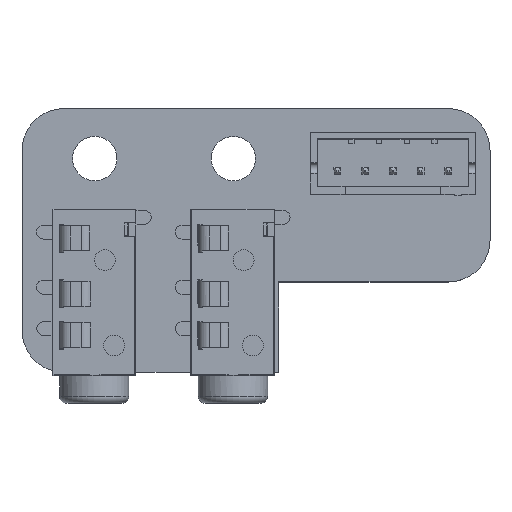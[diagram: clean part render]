
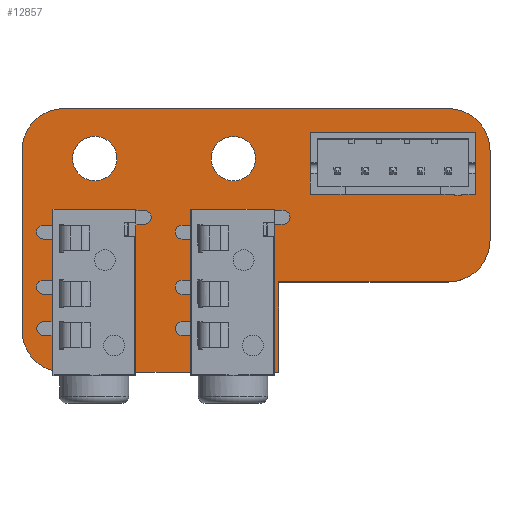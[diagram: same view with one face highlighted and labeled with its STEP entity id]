
A CAD part, top view. The second image highlights one B-rep face of the part: STEP entity #12857.
In plain terms, the highlighted planar face has unit normal (0, 0, 1).
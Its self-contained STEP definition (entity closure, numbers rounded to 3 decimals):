
#12571 = VERTEX_POINT('',#12572);
#12572 = CARTESIAN_POINT('',(30.75,19.,1.6));
#12578 = EDGE_CURVE('',#12571,#12579,#12581,.T.);
#12579 = VERTEX_POINT('',#12580);
#12580 = CARTESIAN_POINT('',(33.75,16.,1.6));
#12581 = CIRCLE('',#12582,3.);
#12582 = AXIS2_PLACEMENT_3D('',#12583,#12584,#12585);
#12583 = CARTESIAN_POINT('',(30.75,16.,1.6));
#12584 = DIRECTION('',(0.,0.,-1.));
#12585 = DIRECTION('',(0.,1.,0.));
#12613 = VERTEX_POINT('',#12614);
#12614 = CARTESIAN_POINT('',(3.,19.,1.6));
#12620 = EDGE_CURVE('',#12613,#12571,#12621,.T.);
#12621 = LINE('',#12622,#12623);
#12622 = CARTESIAN_POINT('',(3.,19.,1.6));
#12623 = VECTOR('',#12624,1.);
#12624 = DIRECTION('',(1.,0.,0.));
#12642 = EDGE_CURVE('',#12579,#12643,#12645,.T.);
#12643 = VERTEX_POINT('',#12644);
#12644 = CARTESIAN_POINT('',(33.75,9.5,1.6));
#12645 = LINE('',#12646,#12647);
#12646 = CARTESIAN_POINT('',(33.75,16.,1.6));
#12647 = VECTOR('',#12648,1.);
#12648 = DIRECTION('',(0.,-1.,0.));
#12857 = ADVANCED_FACE('',(#12858,#12920,#12931,#12942,#12953,#12964,
    #12975,#12986,#12997,#13008,#13019,#13030),#13041,.T.);
#12858 = FACE_BOUND('',#12859,.T.);
#12859 = EDGE_LOOP('',(#12860,#12861,#12862,#12871,#12879,#12888,#12896,
    #12904,#12912,#12919));
#12860 = ORIENTED_EDGE('',*,*,#12578,.F.);
#12861 = ORIENTED_EDGE('',*,*,#12620,.F.);
#12862 = ORIENTED_EDGE('',*,*,#12863,.F.);
#12863 = EDGE_CURVE('',#12864,#12613,#12866,.T.);
#12864 = VERTEX_POINT('',#12865);
#12865 = CARTESIAN_POINT('',(0.,16.,1.6));
#12866 = CIRCLE('',#12867,3.);
#12867 = AXIS2_PLACEMENT_3D('',#12868,#12869,#12870);
#12868 = CARTESIAN_POINT('',(3.,16.,1.6));
#12869 = DIRECTION('',(0.,0.,-1.));
#12870 = DIRECTION('',(-1.,0.,0.));
#12871 = ORIENTED_EDGE('',*,*,#12872,.F.);
#12872 = EDGE_CURVE('',#12873,#12864,#12875,.T.);
#12873 = VERTEX_POINT('',#12874);
#12874 = CARTESIAN_POINT('',(0.,3.,1.6));
#12875 = LINE('',#12876,#12877);
#12876 = CARTESIAN_POINT('',(0.,3.,1.6));
#12877 = VECTOR('',#12878,1.);
#12878 = DIRECTION('',(0.,1.,0.));
#12879 = ORIENTED_EDGE('',*,*,#12880,.F.);
#12880 = EDGE_CURVE('',#12881,#12873,#12883,.T.);
#12881 = VERTEX_POINT('',#12882);
#12882 = CARTESIAN_POINT('',(3.,0.,1.6));
#12883 = CIRCLE('',#12884,3.);
#12884 = AXIS2_PLACEMENT_3D('',#12885,#12886,#12887);
#12885 = CARTESIAN_POINT('',(3.,3.,1.6));
#12886 = DIRECTION('',(0.,0.,-1.));
#12887 = DIRECTION('',(0.,-1.,-0.));
#12888 = ORIENTED_EDGE('',*,*,#12889,.F.);
#12889 = EDGE_CURVE('',#12890,#12881,#12892,.T.);
#12890 = VERTEX_POINT('',#12891);
#12891 = CARTESIAN_POINT('',(18.5,0.,1.6));
#12892 = LINE('',#12893,#12894);
#12893 = CARTESIAN_POINT('',(18.5,0.,1.6));
#12894 = VECTOR('',#12895,1.);
#12895 = DIRECTION('',(-1.,0.,0.));
#12896 = ORIENTED_EDGE('',*,*,#12897,.F.);
#12897 = EDGE_CURVE('',#12898,#12890,#12900,.T.);
#12898 = VERTEX_POINT('',#12899);
#12899 = CARTESIAN_POINT('',(18.5,6.5,1.6));
#12900 = LINE('',#12901,#12902);
#12901 = CARTESIAN_POINT('',(18.5,6.5,1.6));
#12902 = VECTOR('',#12903,1.);
#12903 = DIRECTION('',(0.,-1.,0.));
#12904 = ORIENTED_EDGE('',*,*,#12905,.F.);
#12905 = EDGE_CURVE('',#12906,#12898,#12908,.T.);
#12906 = VERTEX_POINT('',#12907);
#12907 = CARTESIAN_POINT('',(30.75,6.5,1.6));
#12908 = LINE('',#12909,#12910);
#12909 = CARTESIAN_POINT('',(30.75,6.5,1.6));
#12910 = VECTOR('',#12911,1.);
#12911 = DIRECTION('',(-1.,0.,0.));
#12912 = ORIENTED_EDGE('',*,*,#12913,.F.);
#12913 = EDGE_CURVE('',#12643,#12906,#12914,.T.);
#12914 = CIRCLE('',#12915,3.);
#12915 = AXIS2_PLACEMENT_3D('',#12916,#12917,#12918);
#12916 = CARTESIAN_POINT('',(30.75,9.5,1.6));
#12917 = DIRECTION('',(0.,0.,-1.));
#12918 = DIRECTION('',(1.,0.,0.));
#12919 = ORIENTED_EDGE('',*,*,#12642,.F.);
#12920 = FACE_BOUND('',#12921,.T.);
#12921 = EDGE_LOOP('',(#12922));
#12922 = ORIENTED_EDGE('',*,*,#12923,.T.);
#12923 = EDGE_CURVE('',#12924,#12924,#12926,.T.);
#12924 = VERTEX_POINT('',#12925);
#12925 = CARTESIAN_POINT('',(5.25,0.7,1.6));
#12926 = CIRCLE('',#12927,0.8);
#12927 = AXIS2_PLACEMENT_3D('',#12928,#12929,#12930);
#12928 = CARTESIAN_POINT('',(5.25,1.5,1.6));
#12929 = DIRECTION('',(-0.,0.,-1.));
#12930 = DIRECTION('',(-0.,-1.,0.));
#12931 = FACE_BOUND('',#12932,.T.);
#12932 = EDGE_LOOP('',(#12933));
#12933 = ORIENTED_EDGE('',*,*,#12934,.T.);
#12934 = EDGE_CURVE('',#12935,#12935,#12937,.T.);
#12935 = VERTEX_POINT('',#12936);
#12936 = CARTESIAN_POINT('',(15.25,0.7,1.6));
#12937 = CIRCLE('',#12938,0.8);
#12938 = AXIS2_PLACEMENT_3D('',#12939,#12940,#12941);
#12939 = CARTESIAN_POINT('',(15.25,1.5,1.6));
#12940 = DIRECTION('',(-0.,0.,-1.));
#12941 = DIRECTION('',(-0.,-1.,0.));
#12942 = FACE_BOUND('',#12943,.T.);
#12943 = EDGE_LOOP('',(#12944));
#12944 = ORIENTED_EDGE('',*,*,#12945,.T.);
#12945 = EDGE_CURVE('',#12946,#12946,#12948,.T.);
#12946 = VERTEX_POINT('',#12947);
#12947 = CARTESIAN_POINT('',(5.25,7.7,1.6));
#12948 = CIRCLE('',#12949,0.8);
#12949 = AXIS2_PLACEMENT_3D('',#12950,#12951,#12952);
#12950 = CARTESIAN_POINT('',(5.25,8.5,1.6));
#12951 = DIRECTION('',(-0.,0.,-1.));
#12952 = DIRECTION('',(-0.,-1.,0.));
#12953 = FACE_BOUND('',#12954,.T.);
#12954 = EDGE_LOOP('',(#12955));
#12955 = ORIENTED_EDGE('',*,*,#12956,.T.);
#12956 = EDGE_CURVE('',#12957,#12957,#12959,.T.);
#12957 = VERTEX_POINT('',#12958);
#12958 = CARTESIAN_POINT('',(15.25,7.7,1.6));
#12959 = CIRCLE('',#12960,0.8);
#12960 = AXIS2_PLACEMENT_3D('',#12961,#12962,#12963);
#12961 = CARTESIAN_POINT('',(15.25,8.5,1.6));
#12962 = DIRECTION('',(-0.,0.,-1.));
#12963 = DIRECTION('',(-0.,-1.,0.));
#12964 = FACE_BOUND('',#12965,.T.);
#12965 = EDGE_LOOP('',(#12966));
#12966 = ORIENTED_EDGE('',*,*,#12967,.T.);
#12967 = EDGE_CURVE('',#12968,#12968,#12970,.T.);
#12968 = VERTEX_POINT('',#12969);
#12969 = CARTESIAN_POINT('',(5.25,13.8,1.6));
#12970 = CIRCLE('',#12971,1.6);
#12971 = AXIS2_PLACEMENT_3D('',#12972,#12973,#12974);
#12972 = CARTESIAN_POINT('',(5.25,15.4,1.6));
#12973 = DIRECTION('',(-0.,0.,-1.));
#12974 = DIRECTION('',(-0.,-1.,0.));
#12975 = FACE_BOUND('',#12976,.T.);
#12976 = EDGE_LOOP('',(#12977));
#12977 = ORIENTED_EDGE('',*,*,#12978,.T.);
#12978 = EDGE_CURVE('',#12979,#12979,#12981,.T.);
#12979 = VERTEX_POINT('',#12980);
#12980 = CARTESIAN_POINT('',(15.25,13.8,1.6));
#12981 = CIRCLE('',#12982,1.6);
#12982 = AXIS2_PLACEMENT_3D('',#12983,#12984,#12985);
#12983 = CARTESIAN_POINT('',(15.25,15.4,1.6));
#12984 = DIRECTION('',(-0.,0.,-1.));
#12985 = DIRECTION('',(-0.,-1.,0.));
#12986 = FACE_BOUND('',#12987,.T.);
#12987 = EDGE_LOOP('',(#12988));
#12988 = ORIENTED_EDGE('',*,*,#12989,.T.);
#12989 = EDGE_CURVE('',#12990,#12990,#12992,.T.);
#12990 = VERTEX_POINT('',#12991);
#12991 = CARTESIAN_POINT('',(22.75,14.125,1.6));
#12992 = CIRCLE('',#12993,0.375);
#12993 = AXIS2_PLACEMENT_3D('',#12994,#12995,#12996);
#12994 = CARTESIAN_POINT('',(22.75,14.5,1.6));
#12995 = DIRECTION('',(-0.,0.,-1.));
#12996 = DIRECTION('',(-0.,-1.,0.));
#12997 = FACE_BOUND('',#12998,.T.);
#12998 = EDGE_LOOP('',(#12999));
#12999 = ORIENTED_EDGE('',*,*,#13000,.T.);
#13000 = EDGE_CURVE('',#13001,#13001,#13003,.T.);
#13001 = VERTEX_POINT('',#13002);
#13002 = CARTESIAN_POINT('',(24.75,14.125,1.6));
#13003 = CIRCLE('',#13004,0.375);
#13004 = AXIS2_PLACEMENT_3D('',#13005,#13006,#13007);
#13005 = CARTESIAN_POINT('',(24.75,14.5,1.6));
#13006 = DIRECTION('',(-0.,0.,-1.));
#13007 = DIRECTION('',(-0.,-1.,0.));
#13008 = FACE_BOUND('',#13009,.T.);
#13009 = EDGE_LOOP('',(#13010));
#13010 = ORIENTED_EDGE('',*,*,#13011,.T.);
#13011 = EDGE_CURVE('',#13012,#13012,#13014,.T.);
#13012 = VERTEX_POINT('',#13013);
#13013 = CARTESIAN_POINT('',(26.75,14.125,1.6));
#13014 = CIRCLE('',#13015,0.375);
#13015 = AXIS2_PLACEMENT_3D('',#13016,#13017,#13018);
#13016 = CARTESIAN_POINT('',(26.75,14.5,1.6));
#13017 = DIRECTION('',(-0.,0.,-1.));
#13018 = DIRECTION('',(-0.,-1.,0.));
#13019 = FACE_BOUND('',#13020,.T.);
#13020 = EDGE_LOOP('',(#13021));
#13021 = ORIENTED_EDGE('',*,*,#13022,.T.);
#13022 = EDGE_CURVE('',#13023,#13023,#13025,.T.);
#13023 = VERTEX_POINT('',#13024);
#13024 = CARTESIAN_POINT('',(28.75,14.125,1.6));
#13025 = CIRCLE('',#13026,0.375);
#13026 = AXIS2_PLACEMENT_3D('',#13027,#13028,#13029);
#13027 = CARTESIAN_POINT('',(28.75,14.5,1.6));
#13028 = DIRECTION('',(-0.,0.,-1.));
#13029 = DIRECTION('',(-0.,-1.,0.));
#13030 = FACE_BOUND('',#13031,.T.);
#13031 = EDGE_LOOP('',(#13032));
#13032 = ORIENTED_EDGE('',*,*,#13033,.T.);
#13033 = EDGE_CURVE('',#13034,#13034,#13036,.T.);
#13034 = VERTEX_POINT('',#13035);
#13035 = CARTESIAN_POINT('',(30.75,14.125,1.6));
#13036 = CIRCLE('',#13037,0.375);
#13037 = AXIS2_PLACEMENT_3D('',#13038,#13039,#13040);
#13038 = CARTESIAN_POINT('',(30.75,14.5,1.6));
#13039 = DIRECTION('',(-0.,0.,-1.));
#13040 = DIRECTION('',(-0.,-1.,0.));
#13041 = PLANE('',#13042);
#13042 = AXIS2_PLACEMENT_3D('',#13043,#13044,#13045);
#13043 = CARTESIAN_POINT('',(0.,0.,1.6));
#13044 = DIRECTION('',(0.,0.,1.));
#13045 = DIRECTION('',(1.,0.,-0.));
